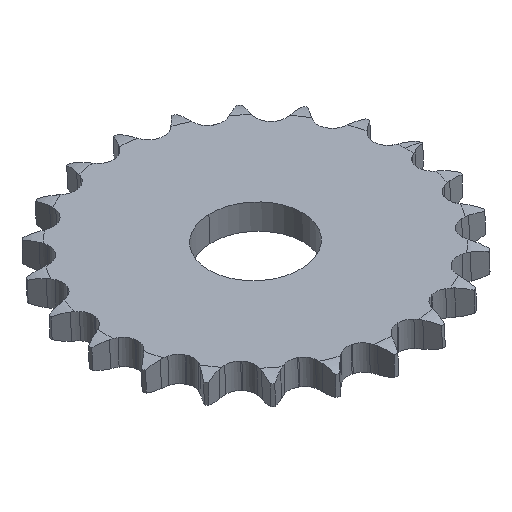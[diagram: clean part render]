
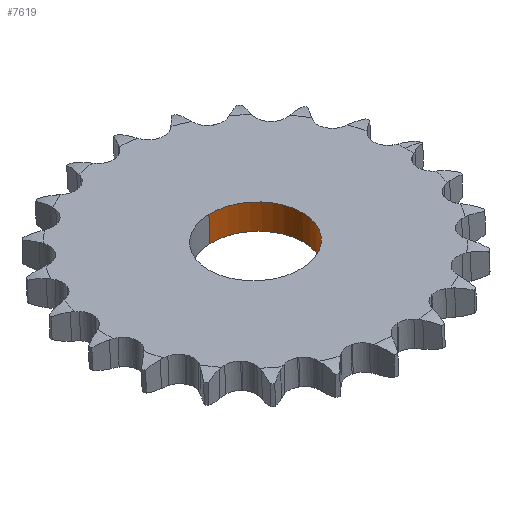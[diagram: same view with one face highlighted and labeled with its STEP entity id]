
A CAD part, isometric view. The second image highlights one B-rep face of the part: STEP entity #7619.
In plain terms, the highlighted cylindrical face has radius 5 mm (diameter 10 mm), a partial arc.
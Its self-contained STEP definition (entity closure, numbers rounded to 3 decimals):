
#101 = DIRECTION ( 'NONE',  ( -0.035, 0., 0.999 ) ) ;
#328 = EDGE_CURVE ( 'NONE', #3091, #7810, #3394, .T. ) ;
#636 = ORIENTED_EDGE ( 'NONE', *, *, #328, .T. ) ;
#843 = DIRECTION ( 'NONE',  ( 0., 1., 0. ) ) ;
#930 = VERTEX_POINT ( 'NONE', #5409 ) ;
#961 = EDGE_CURVE ( 'NONE', #7810, #1462, #6897, .T. ) ;
#1046 = DIRECTION ( 'NONE',  ( 0.035, 0., -0.999 ) ) ;
#1462 = VERTEX_POINT ( 'NONE', #6077 ) ;
#1564 = ORIENTED_EDGE ( 'NONE', *, *, #961, .T. ) ;
#1570 = FACE_OUTER_BOUND ( 'NONE', #3702, .T. ) ;
#1671 = CARTESIAN_POINT ( 'NONE',  ( 1.436, -5., -1.387 ) ) ;
#2165 = LINE ( 'NONE', #6443, #5300 ) ;
#2200 = CARTESIAN_POINT ( 'NONE',  ( 1.436, 0., -1.387 ) ) ;
#2642 = CYLINDRICAL_SURFACE ( 'NONE', #2909, 5. ) ;
#2681 = DIRECTION ( 'NONE',  ( -0.035, 0., 0.999 ) ) ;
#2909 = AXIS2_PLACEMENT_3D ( 'NONE', #5072, #2681, #843 ) ;
#3091 = VERTEX_POINT ( 'NONE', #1671 ) ;
#3249 = DIRECTION ( 'NONE',  ( -0.035, 0., 0.999 ) ) ;
#3394 = LINE ( 'NONE', #5753, #4081 ) ;
#3613 = ORIENTED_EDGE ( 'NONE', *, *, #6084, .F. ) ;
#3702 = EDGE_LOOP ( 'NONE', ( #5770, #636, #1564, #3613 ) ) ;
#4081 = VECTOR ( 'NONE', #6472, 1000. ) ;
#4213 = AXIS2_PLACEMENT_3D ( 'NONE', #6542, #101, #5617 ) ;
#4672 = CARTESIAN_POINT ( 'NONE',  ( 1.339, -5., 1.387 ) ) ;
#4691 = CIRCLE ( 'NONE', #5711, 5. ) ;
#5072 = CARTESIAN_POINT ( 'NONE',  ( 1.688, 0., -8.607 ) ) ;
#5300 = VECTOR ( 'NONE', #3249, 1000. ) ;
#5409 = CARTESIAN_POINT ( 'NONE',  ( 1.436, 5., -1.387 ) ) ;
#5617 = DIRECTION ( 'NONE',  ( 0., 1., 0. ) ) ;
#5711 = AXIS2_PLACEMENT_3D ( 'NONE', #2200, #1046, #7078 ) ;
#5753 = CARTESIAN_POINT ( 'NONE',  ( 1.688, -5., -8.607 ) ) ;
#5770 = ORIENTED_EDGE ( 'NONE', *, *, #7840, .T. ) ;
#6077 = CARTESIAN_POINT ( 'NONE',  ( 1.339, 5., 1.387 ) ) ;
#6084 = EDGE_CURVE ( 'NONE', #930, #1462, #2165, .T. ) ;
#6443 = CARTESIAN_POINT ( 'NONE',  ( 1.688, 5., -8.607 ) ) ;
#6472 = DIRECTION ( 'NONE',  ( -0.035, 0., 0.999 ) ) ;
#6542 = CARTESIAN_POINT ( 'NONE',  ( 1.339, 0., 1.387 ) ) ;
#6897 = CIRCLE ( 'NONE', #4213, 5. ) ;
#7078 = DIRECTION ( 'NONE',  ( -0.999, 0., -0.035 ) ) ;
#7619 = ADVANCED_FACE ( 'NONE', ( #1570 ), #2642, .F. ) ;
#7810 = VERTEX_POINT ( 'NONE', #4672 ) ;
#7840 = EDGE_CURVE ( 'NONE', #930, #3091, #4691, .T. ) ;
